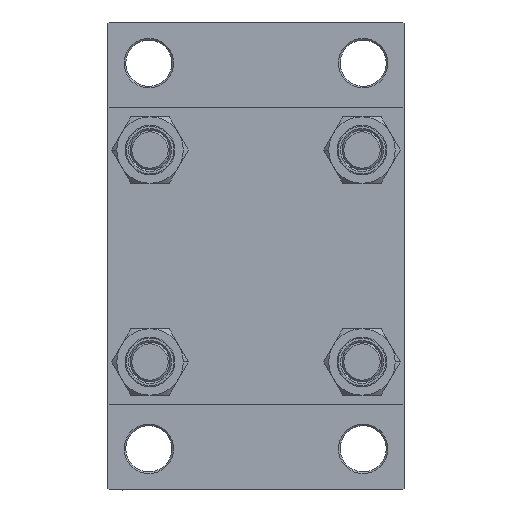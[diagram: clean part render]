
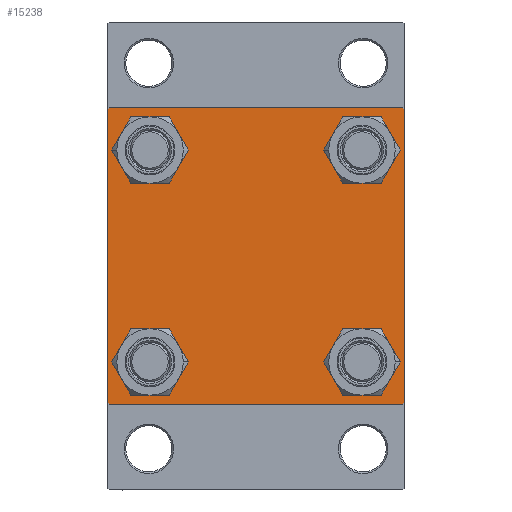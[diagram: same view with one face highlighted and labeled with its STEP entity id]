
A CAD part, left-side view. The second image highlights one B-rep face of the part: STEP entity #15238.
In plain terms, the highlighted planar face has unit normal (-1, 0, 0).
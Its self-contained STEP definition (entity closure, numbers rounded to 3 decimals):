
#17 = VERTEX_POINT ( 'NONE', #45761 ) ;
#304 = EDGE_LOOP ( 'NONE', ( #41655, #29503 ) ) ;
#736 = LINE ( 'NONE', #37034, #16480 ) ;
#952 = EDGE_CURVE ( 'NONE', #36059, #17, #44427, .T. ) ;
#1251 = AXIS2_PLACEMENT_3D ( 'NONE', #4009, #4247, #37409 ) ;
#2234 = FACE_BOUND ( 'NONE', #16880, .T. ) ;
#2274 = DIRECTION ( 'NONE',  ( 1., 0., 0. ) ) ;
#2443 = CARTESIAN_POINT ( 'NONE',  ( 0., -44.5, 45. ) ) ;
#2464 = ORIENTED_EDGE ( 'NONE', *, *, #29678, .F. ) ;
#2682 = VERTEX_POINT ( 'NONE', #39046 ) ;
#2909 = EDGE_CURVE ( 'NONE', #33130, #35581, #17116, .T. ) ;
#3109 = EDGE_CURVE ( 'NONE', #17, #36059, #46017, .T. ) ;
#3132 = VECTOR ( 'NONE', #23995, 1000. ) ;
#3878 = DIRECTION ( 'NONE',  ( 0., 0., -1. ) ) ;
#4009 = CARTESIAN_POINT ( 'NONE',  ( 0., 32.15, -32.15 ) ) ;
#4124 = ORIENTED_EDGE ( 'NONE', *, *, #13067, .T. ) ;
#4247 = DIRECTION ( 'NONE',  ( 1., 0., 0. ) ) ;
#4610 = CARTESIAN_POINT ( 'NONE',  ( 0., 32.15, -38.65 ) ) ;
#4667 = EDGE_CURVE ( 'NONE', #33002, #7448, #36798, .T. ) ;
#4781 = CARTESIAN_POINT ( 'NONE',  ( 0., 44.5, 45. ) ) ;
#5324 = CARTESIAN_POINT ( 'NONE',  ( 0., -32.15, 32.15 ) ) ;
#5357 = CARTESIAN_POINT ( 'NONE',  ( 0., 32.15, 32.15 ) ) ;
#5869 = EDGE_LOOP ( 'NONE', ( #11536, #12168 ) ) ;
#7132 = ORIENTED_EDGE ( 'NONE', *, *, #24129, .T. ) ;
#7448 = VERTEX_POINT ( 'NONE', #4610 ) ;
#7732 = VERTEX_POINT ( 'NONE', #36996 ) ;
#9356 = DIRECTION ( 'NONE',  ( 1., 0., 0. ) ) ;
#9830 = DIRECTION ( 'NONE',  ( 1., 0., 0. ) ) ;
#9914 = ORIENTED_EDGE ( 'NONE', *, *, #3109, .T. ) ;
#10101 = VERTEX_POINT ( 'NONE', #31878 ) ;
#10368 = EDGE_LOOP ( 'NONE', ( #26611, #7132, #22253, #26698, #2464, #21965, #47253, #4124 ) ) ;
#10799 = AXIS2_PLACEMENT_3D ( 'NONE', #46427, #9830, #25303 ) ;
#11536 = ORIENTED_EDGE ( 'NONE', *, *, #27717, .T. ) ;
#11786 = VERTEX_POINT ( 'NONE', #15747 ) ;
#12112 = AXIS2_PLACEMENT_3D ( 'NONE', #24509, #2274, #17005 ) ;
#12168 = ORIENTED_EDGE ( 'NONE', *, *, #35529, .T. ) ;
#12563 = DIRECTION ( 'NONE',  ( 1., 0., 0. ) ) ;
#12991 = DIRECTION ( 'NONE',  ( 0., 0., 1. ) ) ;
#13067 = EDGE_CURVE ( 'NONE', #33130, #11786, #42060, .T. ) ;
#13111 = LINE ( 'NONE', #28110, #3132 ) ;
#13884 = ORIENTED_EDGE ( 'NONE', *, *, #42277, .T. ) ;
#14616 = ORIENTED_EDGE ( 'NONE', *, *, #18694, .T. ) ;
#14877 = LINE ( 'NONE', #30141, #29644 ) ;
#15238 = ADVANCED_FACE ( 'NONE', ( #2234, #31512, #16965, #31747, #25431 ), #43626, .T. ) ;
#15747 = CARTESIAN_POINT ( 'NONE',  ( 0., 45., 44.5 ) ) ;
#16297 = CARTESIAN_POINT ( 'NONE',  ( 0., 44.5, -45. ) ) ;
#16480 = VECTOR ( 'NONE', #3878, 1000. ) ;
#16771 = VERTEX_POINT ( 'NONE', #37975 ) ;
#16880 = EDGE_LOOP ( 'NONE', ( #9914, #36985 ) ) ;
#16965 = FACE_BOUND ( 'NONE', #304, .T. ) ;
#17005 = DIRECTION ( 'NONE',  ( 0., 0., 1. ) ) ;
#17116 = LINE ( 'NONE', #24851, #38285 ) ;
#17227 = CARTESIAN_POINT ( 'NONE',  ( 0., 32.15, 32.15 ) ) ;
#17564 = CARTESIAN_POINT ( 'NONE',  ( 0., 32.15, -32.15 ) ) ;
#18380 = VERTEX_POINT ( 'NONE', #46488 ) ;
#18694 = EDGE_CURVE ( 'NONE', #37619, #2682, #40987, .T. ) ;
#18872 = EDGE_CURVE ( 'NONE', #18380, #10101, #13111, .T. ) ;
#19526 = EDGE_LOOP ( 'NONE', ( #13884, #14616 ) ) ;
#20176 = CARTESIAN_POINT ( 'NONE',  ( 0., 45., -44.5 ) ) ;
#20295 = VECTOR ( 'NONE', #24029, 1000. ) ;
#21965 = ORIENTED_EDGE ( 'NONE', *, *, #30658, .T. ) ;
#22253 = ORIENTED_EDGE ( 'NONE', *, *, #38321, .T. ) ;
#22640 = LINE ( 'NONE', #26507, #23599 ) ;
#23344 = AXIS2_PLACEMENT_3D ( 'NONE', #17564, #9356, #12991 ) ;
#23599 = VECTOR ( 'NONE', #25545, 1000. ) ;
#23772 = VECTOR ( 'NONE', #33843, 1000. ) ;
#23995 = DIRECTION ( 'NONE',  ( 0., -0.707, 0.707 ) ) ;
#24029 = DIRECTION ( 'NONE',  ( 0., 0., -1. ) ) ;
#24129 = EDGE_CURVE ( 'NONE', #47052, #37213, #30639, .T. ) ;
#24251 = CIRCLE ( 'NONE', #42061, 6.5 ) ;
#24382 = CARTESIAN_POINT ( 'NONE',  ( 0., 32.15, -25.65 ) ) ;
#24509 = CARTESIAN_POINT ( 'NONE',  ( 0., -32.15, -32.15 ) ) ;
#24851 = CARTESIAN_POINT ( 'NONE',  ( 0., 45., 45. ) ) ;
#25303 = DIRECTION ( 'NONE',  ( 0., 0., 1. ) ) ;
#25431 = FACE_OUTER_BOUND ( 'NONE', #10368, .T. ) ;
#25545 = DIRECTION ( 'NONE',  ( 0., -1., 0. ) ) ;
#26071 = DIRECTION ( 'NONE',  ( 1., 0., 0. ) ) ;
#26507 = CARTESIAN_POINT ( 'NONE',  ( 0., 45., -45. ) ) ;
#26611 = ORIENTED_EDGE ( 'NONE', *, *, #34661, .T. ) ;
#26698 = ORIENTED_EDGE ( 'NONE', *, *, #18872, .T. ) ;
#27717 = EDGE_CURVE ( 'NONE', #44415, #7732, #29554, .T. ) ;
#28110 = CARTESIAN_POINT ( 'NONE',  ( 0., -44.75, -44.75 ) ) ;
#29503 = ORIENTED_EDGE ( 'NONE', *, *, #31586, .T. ) ;
#29554 = CIRCLE ( 'NONE', #47331, 6.5 ) ;
#29564 = CARTESIAN_POINT ( 'NONE',  ( 0., 0., 0. ) ) ;
#29644 = VECTOR ( 'NONE', #37890, 1000. ) ;
#29678 = EDGE_CURVE ( 'NONE', #16771, #10101, #42692, .T. ) ;
#30141 = CARTESIAN_POINT ( 'NONE',  ( 0., -44.75, 44.75 ) ) ;
#30639 = LINE ( 'NONE', #31591, #42581 ) ;
#30658 = EDGE_CURVE ( 'NONE', #16771, #35581, #14877, .T. ) ;
#31512 = FACE_BOUND ( 'NONE', #19526, .T. ) ;
#31586 = EDGE_CURVE ( 'NONE', #7448, #33002, #32646, .T. ) ;
#31591 = CARTESIAN_POINT ( 'NONE',  ( 0., 44.75, -44.75 ) ) ;
#31747 = FACE_BOUND ( 'NONE', #5869, .T. ) ;
#31878 = CARTESIAN_POINT ( 'NONE',  ( 0., -45., -44.5 ) ) ;
#32356 = CARTESIAN_POINT ( 'NONE',  ( 0., 32.15, 38.65 ) ) ;
#32646 = CIRCLE ( 'NONE', #23344, 6.5 ) ;
#33002 = VERTEX_POINT ( 'NONE', #24382 ) ;
#33130 = VERTEX_POINT ( 'NONE', #4781 ) ;
#33581 = CARTESIAN_POINT ( 'NONE',  ( 0., -32.15, 25.65 ) ) ;
#33843 = DIRECTION ( 'NONE',  ( 0., 0.707, -0.707 ) ) ;
#34661 = EDGE_CURVE ( 'NONE', #11786, #47052, #736, .T. ) ;
#35117 = DIRECTION ( 'NONE',  ( 1., 0., 0. ) ) ;
#35424 = CARTESIAN_POINT ( 'NONE',  ( 0., -45., 45. ) ) ;
#35468 = DIRECTION ( 'NONE',  ( 0., -0.707, -0.707 ) ) ;
#35529 = EDGE_CURVE ( 'NONE', #7732, #44415, #24251, .T. ) ;
#35581 = VERTEX_POINT ( 'NONE', #2443 ) ;
#35950 = AXIS2_PLACEMENT_3D ( 'NONE', #36495, #26071, #37224 ) ;
#36059 = VERTEX_POINT ( 'NONE', #33581 ) ;
#36495 = CARTESIAN_POINT ( 'NONE',  ( 0., -32.15, 32.15 ) ) ;
#36798 = CIRCLE ( 'NONE', #1251, 6.5 ) ;
#36985 = ORIENTED_EDGE ( 'NONE', *, *, #952, .T. ) ;
#36996 = CARTESIAN_POINT ( 'NONE',  ( 0., 32.15, 25.65 ) ) ;
#37034 = CARTESIAN_POINT ( 'NONE',  ( 0., 45., 45. ) ) ;
#37213 = VERTEX_POINT ( 'NONE', #16297 ) ;
#37224 = DIRECTION ( 'NONE',  ( 0., 0., 1. ) ) ;
#37409 = DIRECTION ( 'NONE',  ( 0., 0., 1. ) ) ;
#37619 = VERTEX_POINT ( 'NONE', #41769 ) ;
#37890 = DIRECTION ( 'NONE',  ( 0., 0.707, 0.707 ) ) ;
#37975 = CARTESIAN_POINT ( 'NONE',  ( 0., -45., 44.5 ) ) ;
#38016 = DIRECTION ( 'NONE',  ( 0., 0., 1. ) ) ;
#38285 = VECTOR ( 'NONE', #46937, 1000. ) ;
#38321 = EDGE_CURVE ( 'NONE', #37213, #18380, #22640, .T. ) ;
#39046 = CARTESIAN_POINT ( 'NONE',  ( 0., -32.15, -25.65 ) ) ;
#40073 = AXIS2_PLACEMENT_3D ( 'NONE', #29564, #47266, #40228 ) ;
#40228 = DIRECTION ( 'NONE',  ( 0., 0., 1. ) ) ;
#40987 = CIRCLE ( 'NONE', #10799, 6.5 ) ;
#41121 = CARTESIAN_POINT ( 'NONE',  ( 0., 44.75, 44.75 ) ) ;
#41655 = ORIENTED_EDGE ( 'NONE', *, *, #4667, .T. ) ;
#41769 = CARTESIAN_POINT ( 'NONE',  ( 0., -32.15, -38.65 ) ) ;
#42060 = LINE ( 'NONE', #41121, #23772 ) ;
#42061 = AXIS2_PLACEMENT_3D ( 'NONE', #5357, #35117, #46285 ) ;
#42277 = EDGE_CURVE ( 'NONE', #2682, #37619, #45402, .T. ) ;
#42581 = VECTOR ( 'NONE', #35468, 1000. ) ;
#42692 = LINE ( 'NONE', #35424, #20295 ) ;
#43167 = DIRECTION ( 'NONE',  ( 0., 0., 1. ) ) ;
#43626 = PLANE ( 'NONE',  #40073 ) ;
#44415 = VERTEX_POINT ( 'NONE', #32356 ) ;
#44427 = CIRCLE ( 'NONE', #47499, 6.5 ) ;
#45402 = CIRCLE ( 'NONE', #12112, 6.5 ) ;
#45761 = CARTESIAN_POINT ( 'NONE',  ( 0., -32.15, 38.65 ) ) ;
#46017 = CIRCLE ( 'NONE', #35950, 6.5 ) ;
#46285 = DIRECTION ( 'NONE',  ( 0., 0., 1. ) ) ;
#46427 = CARTESIAN_POINT ( 'NONE',  ( 0., -32.15, -32.15 ) ) ;
#46488 = CARTESIAN_POINT ( 'NONE',  ( 0., -44.5, -45. ) ) ;
#46805 = DIRECTION ( 'NONE',  ( 1., 0., 0. ) ) ;
#46937 = DIRECTION ( 'NONE',  ( 0., -1., 0. ) ) ;
#47052 = VERTEX_POINT ( 'NONE', #20176 ) ;
#47253 = ORIENTED_EDGE ( 'NONE', *, *, #2909, .F. ) ;
#47266 = DIRECTION ( 'NONE',  ( -1., 0., 0. ) ) ;
#47331 = AXIS2_PLACEMENT_3D ( 'NONE', #17227, #46805, #43167 ) ;
#47499 = AXIS2_PLACEMENT_3D ( 'NONE', #5324, #12563, #38016 ) ;
